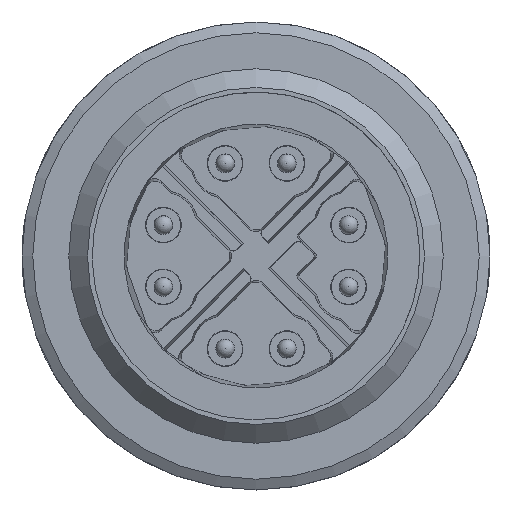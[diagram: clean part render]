
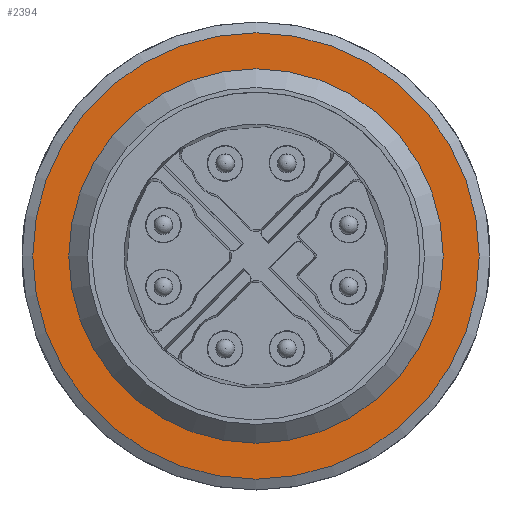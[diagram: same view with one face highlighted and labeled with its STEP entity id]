
A CAD part, front view. The second image highlights one B-rep face of the part: STEP entity #2394.
In plain terms, the highlighted planar face has unit normal (0, -1, 0).
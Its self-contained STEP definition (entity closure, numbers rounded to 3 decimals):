
#370=PLANE('',#9212);
#2394=ADVANCED_FACE('',(#2872,#2873),#370,.F.);
#2872=FACE_BOUND('',#3414,.T.);
#2873=FACE_BOUND('',#3415,.T.);
#3414=EDGE_LOOP('',(#5386));
#3415=EDGE_LOOP('',(#5387));
#5386=ORIENTED_EDGE('',*,*,#7683,.F.);
#5387=ORIENTED_EDGE('',*,*,#7684,.T.);
#6593=VERTEX_POINT('',#16073);
#6594=VERTEX_POINT('',#16076);
#7683=EDGE_CURVE('',#6593,#6593,#8319,.T.);
#7684=EDGE_CURVE('',#6594,#6594,#8320,.T.);
#8319=CIRCLE('',#9209,6.);
#8320=CIRCLE('',#9211,7.154);
#9209=AXIS2_PLACEMENT_3D('',#16072,#11304,#11305);
#9211=AXIS2_PLACEMENT_3D('',#16075,#11308,#11309);
#9212=AXIS2_PLACEMENT_3D('',#16077,#11310,#11311);
#11304=DIRECTION('',(0.,-1.,0.));
#11305=DIRECTION('',(-0.866,0.,-0.5));
#11308=DIRECTION('',(0.,-1.,0.));
#11309=DIRECTION('',(-0.866,0.,-0.5));
#11310=DIRECTION('',(0.,1.,0.));
#11311=DIRECTION('',(-0.866,0.,-0.5));
#16072=CARTESIAN_POINT('',(50.,42.5,0.));
#16073=CARTESIAN_POINT('',(44.804,42.5,-3.));
#16075=CARTESIAN_POINT('',(50.,42.5,0.));
#16076=CARTESIAN_POINT('',(43.805,42.5,-3.577));
#16077=CARTESIAN_POINT('',(53.577,42.5,-6.195));
